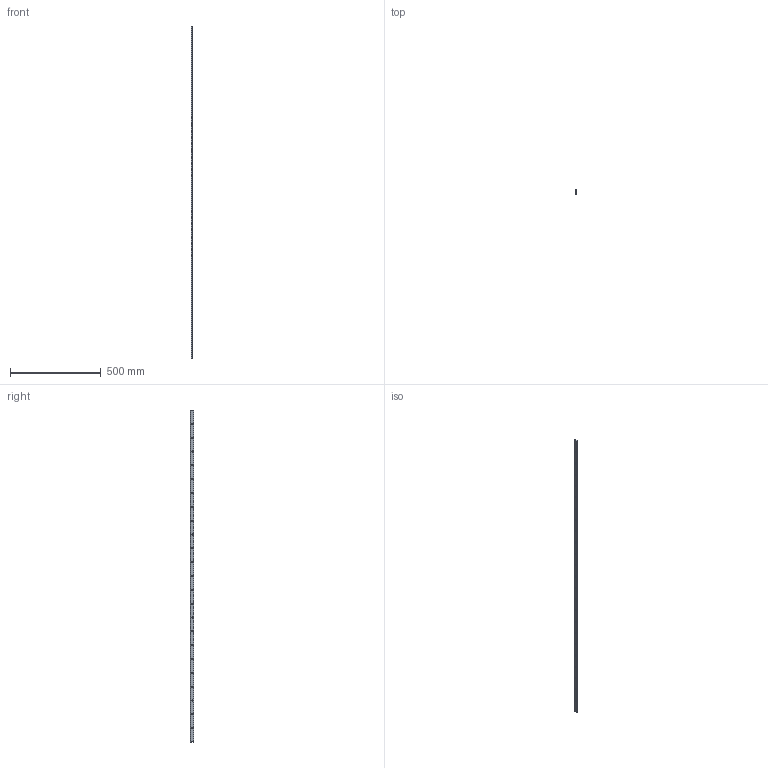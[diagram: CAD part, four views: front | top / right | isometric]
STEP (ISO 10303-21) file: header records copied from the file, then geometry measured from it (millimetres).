
FILE_DESCRIPTION (( 'STEP AP214' ), '1' );
FILE_NAME ('CRT_FD09F7AB14.step', '2022-06-17T14:15:13', ( '' ), ( '' ), 'SwSTEP 2.0', 'SolidWorks 2019', '' );
FILE_SCHEMA (( 'AUTOMOTIVE_DESIGN' ));
Length unit declared in the file: inch
Products named in the file (3): CRT_FD09F7AB14; oPrQszuEAb_CADModel_0
Assembly tree (1 placements, depth 2):
  CRT_FD09F7AB14
    oPrQszuEAb_CADModel_0
  oPrQszuEAb_CADModel_0
Bounding box: 8.71 x 21.88 x 1828.8 mm (x, y, z)
Volume: 233654.9 mm3; surface area: 103444.2 mm2
Topology: 1 solids, 1 shells, 64 faces, 186 edges, 124 vertices
Faces by surface type: cylinder 52, plane 12
Entity records: 3187 total; most frequent: DIRECTION 428, CARTESIAN_POINT 379, ORIENTED_EDGE 372, EDGE_CURVE 186, AXIS2_PLACEMENT_3D 173, VERTEX_POINT 124, EDGE_LOOP 110, CIRCLE 104
